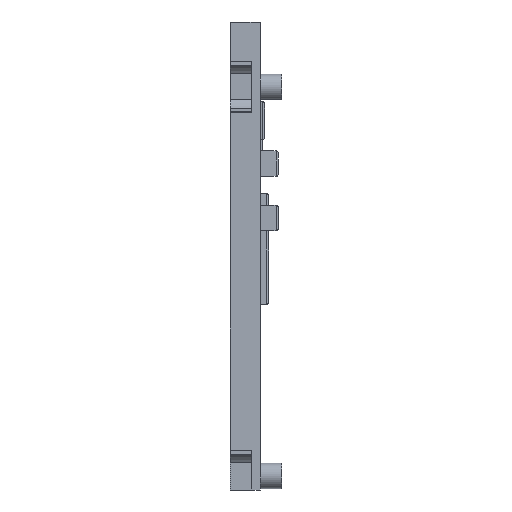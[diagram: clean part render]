
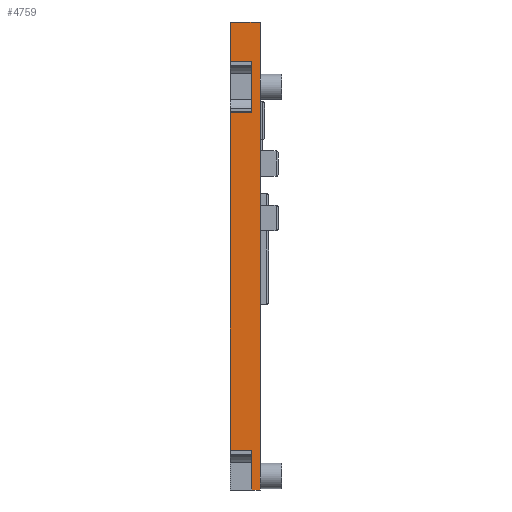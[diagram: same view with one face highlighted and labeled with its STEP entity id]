
A CAD part, left-side view. The second image highlights one B-rep face of the part: STEP entity #4759.
In plain terms, the highlighted planar face has unit normal (-1, 0, 0).
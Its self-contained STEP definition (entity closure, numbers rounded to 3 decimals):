
#9=DIRECTION('',(0.,0.,1.));
#10=VECTOR('',#9,110.);
#11=CARTESIAN_POINT('',(-43.,-1.,-54.996));
#12=LINE('',#11,#10);
#1168=DIRECTION('',(0.,0.,1.));
#1169=VECTOR('',#1168,9.32);
#1170=CARTESIAN_POINT('',(-43.,1.,-54.996));
#1171=LINE('',#1170,#1169);
#1172=DIRECTION('',(0.,-1.,0.));
#1173=VECTOR('',#1172,5.);
#1174=CARTESIAN_POINT('',(-43.,6.,-45.676));
#1175=LINE('',#1174,#1173);
#1176=DIRECTION('',(0.,-1.,0.));
#1177=VECTOR('',#1176,5.);
#1178=CARTESIAN_POINT('',(-43.,6.,33.76));
#1179=LINE('',#1178,#1177);
#1180=DIRECTION('',(0.,0.,1.));
#1181=VECTOR('',#1180,12.);
#1182=CARTESIAN_POINT('',(-43.,1.,33.76));
#1183=LINE('',#1182,#1181);
#1184=DIRECTION('',(0.,-1.,0.));
#1185=VECTOR('',#1184,5.);
#1186=CARTESIAN_POINT('',(-43.,6.,45.76));
#1187=LINE('',#1186,#1185);
#1188=DIRECTION('',(0.,-1.,0.));
#1189=VECTOR('',#1188,7.);
#1190=CARTESIAN_POINT('',(-43.,6.,55.004));
#1191=LINE('',#1190,#1189);
#1192=DIRECTION('',(0.,1.,0.));
#1193=VECTOR('',#1192,2.);
#1194=CARTESIAN_POINT('',(-43.,-1.,-54.996));
#1195=LINE('',#1194,#1193);
#1220=DIRECTION('',(0.,0.,1.));
#1221=VECTOR('',#1220,9.244);
#1222=CARTESIAN_POINT('',(-43.,6.,45.76));
#1223=LINE('',#1222,#1221);
#1228=DIRECTION('',(0.,0.,1.));
#1229=VECTOR('',#1228,79.436);
#1230=CARTESIAN_POINT('',(-43.,6.,-45.676));
#1231=LINE('',#1230,#1229);
#2545=CARTESIAN_POINT('',(-43.,-1.,-54.996));
#2546=CARTESIAN_POINT('',(-43.,-1.,55.004));
#2547=VERTEX_POINT('',#2545);
#2548=VERTEX_POINT('',#2546);
#2551=CARTESIAN_POINT('',(-43.,6.,55.004));
#2553=VERTEX_POINT('',#2551);
#2869=CARTESIAN_POINT('',(-43.,1.,-54.996));
#2870=CARTESIAN_POINT('',(-43.,1.,-45.676));
#2871=VERTEX_POINT('',#2869);
#2872=VERTEX_POINT('',#2870);
#2873=CARTESIAN_POINT('',(-43.,1.,33.76));
#2874=CARTESIAN_POINT('',(-43.,1.,45.76));
#2875=VERTEX_POINT('',#2873);
#2876=VERTEX_POINT('',#2874);
#2879=CARTESIAN_POINT('',(-43.,6.,-45.676));
#2880=CARTESIAN_POINT('',(-43.,6.,33.76));
#2881=VERTEX_POINT('',#2879);
#2882=VERTEX_POINT('',#2880);
#2895=CARTESIAN_POINT('',(-43.,6.,45.76));
#2896=VERTEX_POINT('',#2895);
#4737=CARTESIAN_POINT('',(-43.,-1.,-54.996));
#4738=DIRECTION('',(-1.,0.,0.));
#4739=DIRECTION('',(0.,0.,1.));
#4740=AXIS2_PLACEMENT_3D('',#4737,#4738,#4739);
#4741=PLANE('',#4740);
#4742=ORIENTED_EDGE('',*,*,#3776,.T.);
#4744=ORIENTED_EDGE('',*,*,#4743,.F.);
#4746=ORIENTED_EDGE('',*,*,#4745,.T.);
#4748=ORIENTED_EDGE('',*,*,#4747,.T.);
#4749=ORIENTED_EDGE('',*,*,#3768,.T.);
#4751=ORIENTED_EDGE('',*,*,#4750,.F.);
#4753=ORIENTED_EDGE('',*,*,#4752,.T.);
#4754=ORIENTED_EDGE('',*,*,#4108,.T.);
#4755=ORIENTED_EDGE('',*,*,#3296,.F.);
#4756=ORIENTED_EDGE('',*,*,#4656,.T.);
#4757=EDGE_LOOP('',(#4742,#4744,#4746,#4748,#4749,#4751,#4753,#4754,#4755,
#4756));
#4758=FACE_OUTER_BOUND('',#4757,.F.);
#3296=EDGE_CURVE('',#2547,#2548,#12,.T.);
#3768=EDGE_CURVE('',#2875,#2876,#1183,.T.);
#3776=EDGE_CURVE('',#2871,#2872,#1171,.T.);
#4108=EDGE_CURVE('',#2553,#2548,#1191,.T.);
#4656=EDGE_CURVE('',#2547,#2871,#1195,.T.);
#4743=EDGE_CURVE('',#2881,#2872,#1175,.T.);
#4745=EDGE_CURVE('',#2881,#2882,#1231,.T.);
#4747=EDGE_CURVE('',#2882,#2875,#1179,.T.);
#4750=EDGE_CURVE('',#2896,#2876,#1187,.T.);
#4752=EDGE_CURVE('',#2896,#2553,#1223,.T.);
#4759=ADVANCED_FACE('',(#4758),#4741,.T.);
